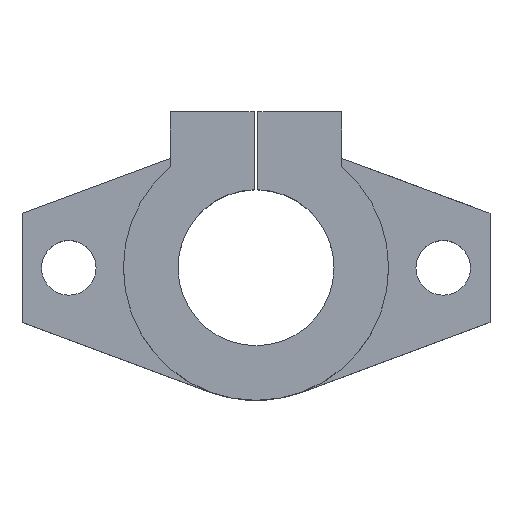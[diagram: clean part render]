
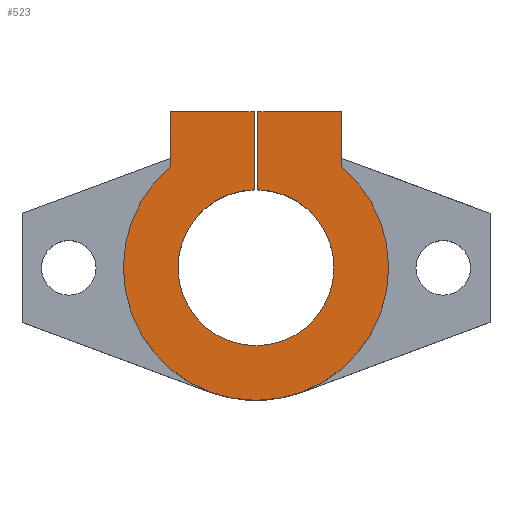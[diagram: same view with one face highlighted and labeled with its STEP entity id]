
A CAD part, top view. The second image highlights one B-rep face of the part: STEP entity #523.
In plain terms, the highlighted planar face has unit normal (0, 0, 1).
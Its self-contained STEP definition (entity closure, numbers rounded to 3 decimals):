
#144 = EDGE_CURVE ( 'NONE', #2678, #6265, #7174, .T. ) ;
#204 = CARTESIAN_POINT ( 'NONE',  ( 0., 0., 20. ) ) ;
#299 = ORIENTED_EDGE ( 'NONE', *, *, #8393, .T. ) ;
#316 = EDGE_CURVE ( 'NONE', #8576, #13619, #3829, .T. ) ;
#433 = VERTEX_POINT ( 'NONE', #12705 ) ;
#469 = CARTESIAN_POINT ( 'NONE',  ( 11., 12.961, 20. ) ) ;
#523 = ADVANCED_FACE ( 'NONE', ( #646 ), #13274, .T. ) ;
#646 = FACE_OUTER_BOUND ( 'NONE', #10786, .T. ) ;
#1086 = CARTESIAN_POINT ( 'NONE',  ( -0.25, 9.997, 20. ) ) ;
#1298 = CARTESIAN_POINT ( 'NONE',  ( -11., 20., 20. ) ) ;
#1316 = VERTEX_POINT ( 'NONE', #8362 ) ;
#1378 = DIRECTION ( 'NONE',  ( 1., 0., 0. ) ) ;
#1661 = CARTESIAN_POINT ( 'NONE',  ( 0.25, 9.997, 20. ) ) ;
#1798 = VERTEX_POINT ( 'NONE', #6124 ) ;
#1806 = CARTESIAN_POINT ( 'NONE',  ( -0.25, 0., 20. ) ) ;
#2037 = LINE ( 'NONE', #1806, #6861 ) ;
#2186 = DIRECTION ( 'NONE',  ( 0., 0., 1. ) ) ;
#2348 = DIRECTION ( 'NONE',  ( -1., 0., 0. ) ) ;
#2357 = DIRECTION ( 'NONE',  ( 0., 0., 1. ) ) ;
#2627 = EDGE_CURVE ( 'NONE', #7239, #6265, #14091, .T. ) ;
#2629 = ORIENTED_EDGE ( 'NONE', *, *, #2729, .T. ) ;
#2678 = VERTEX_POINT ( 'NONE', #10082 ) ;
#2729 = EDGE_CURVE ( 'NONE', #1316, #3635, #9737, .T. ) ;
#2815 = CARTESIAN_POINT ( 'NONE',  ( 0.25, 0., 20. ) ) ;
#3164 = CARTESIAN_POINT ( 'NONE',  ( 0., 0., 20. ) ) ;
#3401 = ORIENTED_EDGE ( 'NONE', *, *, #316, .T. ) ;
#3518 = DIRECTION ( 'NONE',  ( 1., 0., 0. ) ) ;
#3635 = VERTEX_POINT ( 'NONE', #8783 ) ;
#3695 = AXIS2_PLACEMENT_3D ( 'NONE', #4619, #2357, #1378 ) ;
#3754 = VERTEX_POINT ( 'NONE', #1086 ) ;
#3829 = CIRCLE ( 'NONE', #6486, 17. ) ;
#3998 = ORIENTED_EDGE ( 'NONE', *, *, #12694, .T. ) ;
#4128 = VECTOR ( 'NONE', #2348, 1000. ) ;
#4129 = VECTOR ( 'NONE', #7899, 1000. ) ;
#4401 = ORIENTED_EDGE ( 'NONE', *, *, #13633, .T. ) ;
#4424 = LINE ( 'NONE', #13657, #4129 ) ;
#4619 = CARTESIAN_POINT ( 'NONE',  ( 0., 0., 20. ) ) ;
#4974 = DIRECTION ( 'NONE',  ( 1., 0., 0. ) ) ;
#5088 = AXIS2_PLACEMENT_3D ( 'NONE', #11872, #5115, #4974 ) ;
#5115 = DIRECTION ( 'NONE',  ( 0., 0., 1. ) ) ;
#5337 = CIRCLE ( 'NONE', #5088, 10. ) ;
#5381 = CARTESIAN_POINT ( 'NONE',  ( 0., 0., 20. ) ) ;
#5539 = CARTESIAN_POINT ( 'NONE',  ( 11., 12.961, 20. ) ) ;
#5863 = CARTESIAN_POINT ( 'NONE',  ( 0.25, 20., 20. ) ) ;
#6124 = CARTESIAN_POINT ( 'NONE',  ( 10., 0., 20. ) ) ;
#6265 = VERTEX_POINT ( 'NONE', #5863 ) ;
#6348 = CARTESIAN_POINT ( 'NONE',  ( -11., 12.961, 20. ) ) ;
#6373 = AXIS2_PLACEMENT_3D ( 'NONE', #14266, #7302, #8293 ) ;
#6486 = AXIS2_PLACEMENT_3D ( 'NONE', #3164, #2186, #11419 ) ;
#6771 = CARTESIAN_POINT ( 'NONE',  ( -11., 20., 20. ) ) ;
#6861 = VECTOR ( 'NONE', #10335, 1000. ) ;
#7094 = AXIS2_PLACEMENT_3D ( 'NONE', #204, #12834, #3518 ) ;
#7174 = LINE ( 'NONE', #1298, #4128 ) ;
#7201 = ORIENTED_EDGE ( 'NONE', *, *, #144, .T. ) ;
#7223 = ORIENTED_EDGE ( 'NONE', *, *, #11128, .F. ) ;
#7239 = VERTEX_POINT ( 'NONE', #1661 ) ;
#7284 = ORIENTED_EDGE ( 'NONE', *, *, #8351, .F. ) ;
#7296 = VERTEX_POINT ( 'NONE', #9527 ) ;
#7302 = DIRECTION ( 'NONE',  ( 0., 0., 1. ) ) ;
#7899 = DIRECTION ( 'NONE',  ( -1., 0., 0. ) ) ;
#8293 = DIRECTION ( 'NONE',  ( 1., 0., 0. ) ) ;
#8337 = DIRECTION ( 'NONE',  ( 0., 1., 0. ) ) ;
#8351 = EDGE_CURVE ( 'NONE', #433, #3754, #2037, .T. ) ;
#8362 = CARTESIAN_POINT ( 'NONE',  ( -11., 12.961, 20. ) ) ;
#8393 = EDGE_CURVE ( 'NONE', #3635, #8576, #11704, .T. ) ;
#8576 = VERTEX_POINT ( 'NONE', #10015 ) ;
#8723 = DIRECTION ( 'NONE',  ( 0., 0., 1. ) ) ;
#8783 = CARTESIAN_POINT ( 'NONE',  ( -17., 0., 20. ) ) ;
#9215 = VECTOR ( 'NONE', #14905, 1000. ) ;
#9281 = EDGE_CURVE ( 'NONE', #7296, #1798, #12922, .T. ) ;
#9527 = CARTESIAN_POINT ( 'NONE',  ( -10., 0., 20. ) ) ;
#9710 = DIRECTION ( 'NONE',  ( 1., 0., 0. ) ) ;
#9737 = CIRCLE ( 'NONE', #13614, 17. ) ;
#10015 = CARTESIAN_POINT ( 'NONE',  ( 17., 0., 20. ) ) ;
#10082 = CARTESIAN_POINT ( 'NONE',  ( 11., 20., 20. ) ) ;
#10161 = VECTOR ( 'NONE', #14374, 1000. ) ;
#10227 = CIRCLE ( 'NONE', #3695, 10. ) ;
#10309 = LINE ( 'NONE', #5539, #9215 ) ;
#10335 = DIRECTION ( 'NONE',  ( 0., -1., 0. ) ) ;
#10786 = EDGE_LOOP ( 'NONE', ( #7284, #12497, #4401, #2629, #299, #3401, #3998, #7201, #13970, #7223, #10969, #12140 ) ) ;
#10969 = ORIENTED_EDGE ( 'NONE', *, *, #9281, .F. ) ;
#11128 = EDGE_CURVE ( 'NONE', #1798, #7239, #10227, .T. ) ;
#11419 = DIRECTION ( 'NONE',  ( 1., 0., 0. ) ) ;
#11433 = EDGE_CURVE ( 'NONE', #3754, #7296, #5337, .T. ) ;
#11704 = CIRCLE ( 'NONE', #7094, 17. ) ;
#11794 = EDGE_CURVE ( 'NONE', #433, #13925, #4424, .T. ) ;
#11872 = CARTESIAN_POINT ( 'NONE',  ( 0., 0., 20. ) ) ;
#12140 = ORIENTED_EDGE ( 'NONE', *, *, #11433, .F. ) ;
#12220 = CARTESIAN_POINT ( 'NONE',  ( 0., 0., 20. ) ) ;
#12360 = DIRECTION ( 'NONE',  ( 0., 0., 1. ) ) ;
#12438 = DIRECTION ( 'NONE',  ( 1., 0., 0. ) ) ;
#12497 = ORIENTED_EDGE ( 'NONE', *, *, #11794, .T. ) ;
#12648 = VECTOR ( 'NONE', #8337, 1000. ) ;
#12694 = EDGE_CURVE ( 'NONE', #13619, #2678, #10309, .T. ) ;
#12705 = CARTESIAN_POINT ( 'NONE',  ( -0.25, 20., 20. ) ) ;
#12834 = DIRECTION ( 'NONE',  ( 0., 0., 1. ) ) ;
#12922 = CIRCLE ( 'NONE', #6373, 10. ) ;
#13251 = LINE ( 'NONE', #6348, #10161 ) ;
#13274 = PLANE ( 'NONE',  #13513 ) ;
#13513 = AXIS2_PLACEMENT_3D ( 'NONE', #12220, #8723, #9710 ) ;
#13614 = AXIS2_PLACEMENT_3D ( 'NONE', #5381, #12360, #12438 ) ;
#13619 = VERTEX_POINT ( 'NONE', #469 ) ;
#13633 = EDGE_CURVE ( 'NONE', #13925, #1316, #13251, .T. ) ;
#13657 = CARTESIAN_POINT ( 'NONE',  ( -11., 20., 20. ) ) ;
#13925 = VERTEX_POINT ( 'NONE', #6771 ) ;
#13970 = ORIENTED_EDGE ( 'NONE', *, *, #2627, .F. ) ;
#14091 = LINE ( 'NONE', #2815, #12648 ) ;
#14266 = CARTESIAN_POINT ( 'NONE',  ( 0., 0., 20. ) ) ;
#14374 = DIRECTION ( 'NONE',  ( 0., -1., 0. ) ) ;
#14905 = DIRECTION ( 'NONE',  ( 0., 1., 0. ) ) ;
